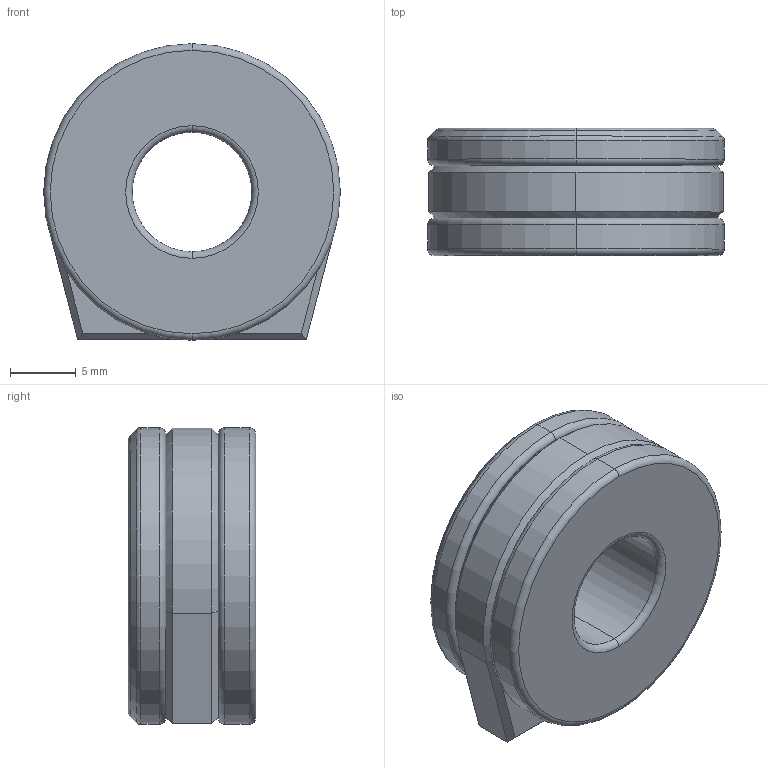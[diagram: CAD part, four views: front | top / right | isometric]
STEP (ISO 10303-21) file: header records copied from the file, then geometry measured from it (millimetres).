
FILE_DESCRIPTION (( 'STEP AP203' ), '1' );
FILE_NAME ('vibration-damper.STEP', '2022-07-07T03:52:38', ( '' ), ( '' ), 'SwSTEP 2.0', 'SolidWorks 2020', '' );
FILE_SCHEMA (( 'CONFIG_CONTROL_DESIGN' ));
Length unit declared in the file: millimetre
Products named in the file (1): vibration-damper
Bounding box: 22.6 x 9.7 x 22.6 mm (x, y, z)
Volume: 3162.2 mm3; surface area: 2697.6 mm2
Topology: 2 solids, 2 shells, 59 faces, 127 edges, 74 vertices
Faces by surface type: torus 18, cylinder 16, plane 15, cone 10
Entity records: 1932 total; most frequent: CARTESIAN_POINT 509, DIRECTION 319, ORIENTED_EDGE 254, AXIS2_PLACEMENT_3D 136, EDGE_CURVE 127, CIRCLE 76, VERTEX_POINT 74, EDGE_LOOP 69
